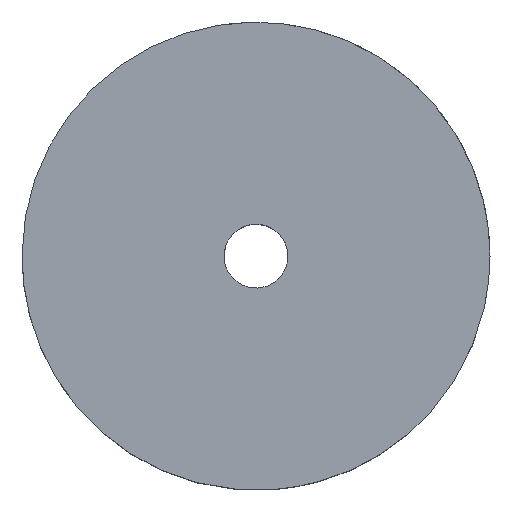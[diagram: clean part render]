
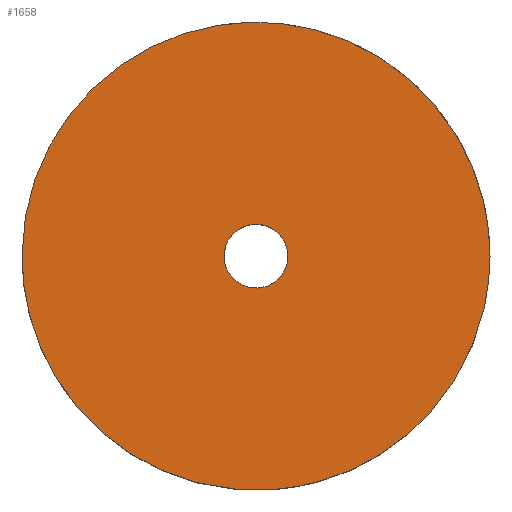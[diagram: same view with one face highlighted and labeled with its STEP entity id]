
A CAD part, top view. The second image highlights one B-rep face of the part: STEP entity #1658.
In plain terms, the highlighted free-form (B-spline) face has degree [1, 1] with [2, 2] control points.
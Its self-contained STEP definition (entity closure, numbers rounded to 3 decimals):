
#722=CARTESIAN_POINT('',(10.736,-2.397,9.));
#723=VERTEX_POINT('',#722);
#729=CARTESIAN_POINT('',(0.863,-10.966,9.));
#730=VERTEX_POINT('',#729);
#731=CARTESIAN_POINT('',(10.736,-2.397,9.));
#732=CARTESIAN_POINT('',(8.965,-10.328,9.));
#733=CARTESIAN_POINT('',(0.863,-10.966,9.));
#741=(BOUNDED_CURVE()B_SPLINE_CURVE(2,(#731,#732,#733),.UNSPECIFIED.,.F.,.U.)B_SPLINE_CURVE_WITH_KNOTS((3,3),(0.537,0.736),.UNSPECIFIED.)CURVE()GEOMETRIC_REPRESENTATION_ITEM()RATIONAL_B_SPLINE_CURVE((0.926,0.762,0.97))REPRESENTATION_ITEM(''));
#742=EDGE_CURVE('',#723,#730,#741,.T.);
#856=CARTESIAN_POINT('',(-11.0,0.0,9.));
#857=VERTEX_POINT('',#856);
#858=CARTESIAN_POINT('',(0.863,-10.966,9.));
#859=CARTESIAN_POINT('',(0.432,-11.,9.));
#860=CARTESIAN_POINT('',(0.0,-11.0,9.));
#861=CARTESIAN_POINT('',(-11.0,-11.0,9.));
#862=CARTESIAN_POINT('',(-11.0,0.0,9.));
#870=(BOUNDED_CURVE()B_SPLINE_CURVE(2,(#858,#859,#860,#861,#862),.UNSPECIFIED.,.F.,.U.)B_SPLINE_CURVE_WITH_KNOTS((3,2,3),(0.736,0.75,1.0),.UNSPECIFIED.)CURVE()GEOMETRIC_REPRESENTATION_ITEM()RATIONAL_B_SPLINE_CURVE((0.97,0.984,1.0,0.707,1.0))REPRESENTATION_ITEM(''));
#871=EDGE_CURVE('',#730,#857,#870,.T.);
#873=CARTESIAN_POINT('',(11.0,0.0,9.));
#874=VERTEX_POINT('',#873);
#875=CARTESIAN_POINT('',(-11.0,0.0,9.));
#876=CARTESIAN_POINT('',(-11.0,11.0,9.));
#877=CARTESIAN_POINT('',(0.0,11.0,9.));
#878=CARTESIAN_POINT('',(11.0,11.0,9.));
#879=CARTESIAN_POINT('',(11.0,0.0,9.));
#887=(BOUNDED_CURVE()B_SPLINE_CURVE(2,(#875,#876,#877,#878,#879),.UNSPECIFIED.,.F.,.U.)B_SPLINE_CURVE_WITH_KNOTS((3,2,3),(0.0,0.25,0.5),.UNSPECIFIED.)CURVE()GEOMETRIC_REPRESENTATION_ITEM()RATIONAL_B_SPLINE_CURVE((1.0,0.707,1.0,0.707,1.0))REPRESENTATION_ITEM(''));
#888=EDGE_CURVE('',#857,#874,#887,.T.);
#890=CARTESIAN_POINT('',(11.0,0.0,9.));
#891=CARTESIAN_POINT('',(11.,-1.213,9.));
#892=CARTESIAN_POINT('',(10.736,-2.397,9.));
#900=(BOUNDED_CURVE()B_SPLINE_CURVE(2,(#890,#891,#892),.UNSPECIFIED.,.F.,.U.)B_SPLINE_CURVE_WITH_KNOTS((3,3),(0.5,0.537),.UNSPECIFIED.)CURVE()GEOMETRIC_REPRESENTATION_ITEM()RATIONAL_B_SPLINE_CURVE((1.0,0.956,0.926))REPRESENTATION_ITEM(''));
#901=EDGE_CURVE('',#874,#723,#900,.T.);
#929=CARTESIAN_POINT('',(-0.177,1.49,9.));
#930=VERTEX_POINT('',#929);
#931=CARTESIAN_POINT('',(1.5,0.0,9.));
#932=VERTEX_POINT('',#931);
#933=CARTESIAN_POINT('',(-0.177,1.49,9.));
#934=CARTESIAN_POINT('',(-0.089,1.5,9.));
#935=CARTESIAN_POINT('',(0.0,1.5,9.));
#936=CARTESIAN_POINT('',(1.5,1.5,9.));
#937=CARTESIAN_POINT('',(1.5,0.0,9.));
#945=(BOUNDED_CURVE()B_SPLINE_CURVE(2,(#933,#934,#935,#936,#937),.UNSPECIFIED.,.F.,.U.)B_SPLINE_CURVE_WITH_KNOTS((3,2,3),(0.23,0.25,0.5),.UNSPECIFIED.)CURVE()GEOMETRIC_REPRESENTATION_ITEM()RATIONAL_B_SPLINE_CURVE((0.956,0.976,1.0,0.707,1.0))REPRESENTATION_ITEM(''));
#946=EDGE_CURVE('',#930,#932,#945,.T.);
#987=CARTESIAN_POINT('',(0.092,-1.497,9.));
#988=VERTEX_POINT('',#987);
#994=CARTESIAN_POINT('',(1.5,0.0,9.));
#995=CARTESIAN_POINT('',(1.5,-1.411,9.));
#996=CARTESIAN_POINT('',(0.092,-1.497,9.));
#1004=(BOUNDED_CURVE()B_SPLINE_CURVE(2,(#994,#995,#996),.UNSPECIFIED.,.F.,.U.)B_SPLINE_CURVE_WITH_KNOTS((3,3),(0.5,0.739),.UNSPECIFIED.)CURVE()GEOMETRIC_REPRESENTATION_ITEM()RATIONAL_B_SPLINE_CURVE((1.0,0.72,0.976))REPRESENTATION_ITEM(''));
#1005=EDGE_CURVE('',#932,#988,#1004,.T.);
#1032=CARTESIAN_POINT('',(-1.5,0.0,9.));
#1033=VERTEX_POINT('',#1032);
#1034=CARTESIAN_POINT('',(-1.5,0.0,9.));
#1035=CARTESIAN_POINT('',(-1.5,1.332,9.));
#1036=CARTESIAN_POINT('',(-0.177,1.49,9.));
#1044=(BOUNDED_CURVE()B_SPLINE_CURVE(2,(#1034,#1035,#1036),.UNSPECIFIED.,.F.,.U.)B_SPLINE_CURVE_WITH_KNOTS((3,3),(0.0,0.23),.UNSPECIFIED.)CURVE()GEOMETRIC_REPRESENTATION_ITEM()RATIONAL_B_SPLINE_CURVE((1.0,0.731,0.956))REPRESENTATION_ITEM(''));
#1045=EDGE_CURVE('',#1033,#930,#1044,.T.);
#1047=CARTESIAN_POINT('',(0.092,-1.497,9.));
#1048=CARTESIAN_POINT('',(0.046,-1.5,9.));
#1049=CARTESIAN_POINT('',(0.0,-1.5,9.));
#1050=CARTESIAN_POINT('',(-1.5,-1.5,9.));
#1051=CARTESIAN_POINT('',(-1.5,0.0,9.));
#1059=(BOUNDED_CURVE()B_SPLINE_CURVE(2,(#1047,#1048,#1049,#1050,#1051),.UNSPECIFIED.,.F.,.U.)B_SPLINE_CURVE_WITH_KNOTS((3,2,3),(0.739,0.75,1.0),.UNSPECIFIED.)CURVE()GEOMETRIC_REPRESENTATION_ITEM()RATIONAL_B_SPLINE_CURVE((0.976,0.988,1.0,0.707,1.0))REPRESENTATION_ITEM(''));
#1060=EDGE_CURVE('',#988,#1033,#1059,.T.);
#1641=CARTESIAN_POINT('',(12.099,-12.096,9.));
#1642=CARTESIAN_POINT('',(-12.099,-12.096,9.));
#1643=CARTESIAN_POINT('',(12.099,12.099,9.));
#1644=CARTESIAN_POINT('',(-12.099,12.099,9.));
#1645=B_SPLINE_SURFACE_WITH_KNOTS('',1,1,((#1641,#1643),(#1642,#1644)),.UNSPECIFIED.,.F.,.F.,.U.,(2,2),(2,2),(0.0,24.198),(0.0,24.194),.UNSPECIFIED.);
#1646=ORIENTED_EDGE('',*,*,#871,.F.);
#1647=ORIENTED_EDGE('',*,*,#742,.F.);
#1648=ORIENTED_EDGE('',*,*,#901,.F.);
#1649=ORIENTED_EDGE('',*,*,#888,.F.);
#1650=EDGE_LOOP('',(#1646,#1647,#1648,#1649));
#1651=FACE_OUTER_BOUND('',#1650,.T.);
#1652=ORIENTED_EDGE('',*,*,#1005,.T.);
#1653=ORIENTED_EDGE('',*,*,#1060,.T.);
#1654=ORIENTED_EDGE('',*,*,#1045,.T.);
#1655=ORIENTED_EDGE('',*,*,#946,.T.);
#1656=EDGE_LOOP('',(#1652,#1653,#1654,#1655));
#1657=FACE_BOUND('',#1656,.T.);
#1658=ADVANCED_FACE('',(#1651,#1657),#1645,.F.);
